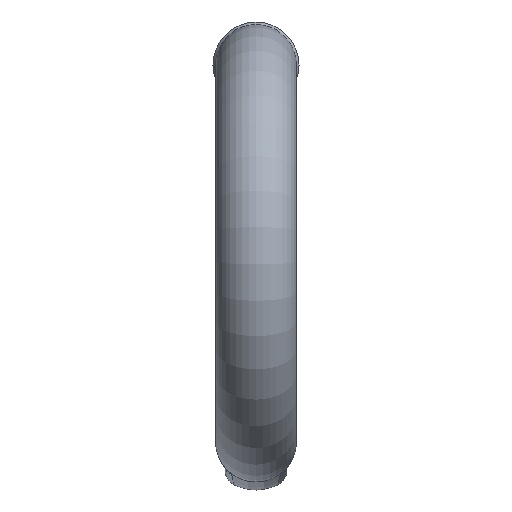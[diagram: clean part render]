
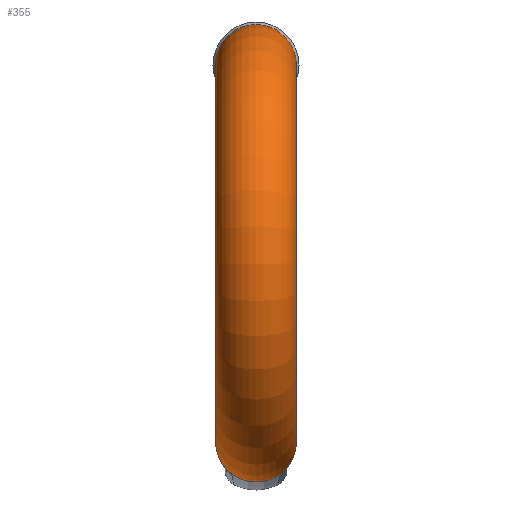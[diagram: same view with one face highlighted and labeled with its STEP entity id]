
A CAD part, top view. The second image highlights one B-rep face of the part: STEP entity #355.
In plain terms, the highlighted toroidal (fillet/blend) face has major radius 70 mm and minor radius 15 mm.
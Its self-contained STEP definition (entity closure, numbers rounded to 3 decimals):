
#90=TOROIDAL_SURFACE('',#3401,70.,15.);
#320=CIRCLE('',#3386,15.);
#322=CIRCLE('',#3394,15.);
#355=ADVANCED_FACE('',(#950,#951),#90,.T.);
#950=FACE_BOUND('',#999,.T.);
#951=FACE_BOUND('',#1000,.T.);
#999=EDGE_LOOP('',(#1366));
#1000=EDGE_LOOP('',(#1367));
#1366=ORIENTED_EDGE('',*,*,#2611,.T.);
#1367=ORIENTED_EDGE('',*,*,#2605,.F.);
#2290=VERTEX_POINT('',#6040);
#2292=VERTEX_POINT('',#6050);
#2605=EDGE_CURVE('',#2290,#2290,#320,.T.);
#2611=EDGE_CURVE('',#2292,#2292,#322,.T.);
#3386=AXIS2_PLACEMENT_3D('',#6039,#3616,#3617);
#3394=AXIS2_PLACEMENT_3D('',#6049,#3632,#3633);
#3401=AXIS2_PLACEMENT_3D('',#6060,#3646,#3647);
#3616=DIRECTION('',(0.,0.,-1.));
#3617=DIRECTION('',(0.,1.,0.));
#3632=DIRECTION('',(0.,0.,1.));
#3633=DIRECTION('',(0.,1.,0.));
#3646=DIRECTION('',(1.,0.,0.));
#3647=DIRECTION('',(0.,0.,-1.));
#6039=CARTESIAN_POINT('',(0.,-70.,40.));
#6040=CARTESIAN_POINT('',(0.,-55.,40.));
#6049=CARTESIAN_POINT('',(0.,70.,40.));
#6050=CARTESIAN_POINT('',(0.,85.,40.));
#6060=CARTESIAN_POINT('',(0.,0.,40.));
